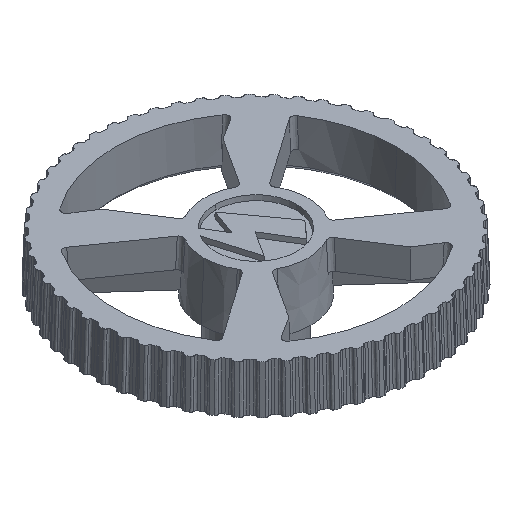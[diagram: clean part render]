
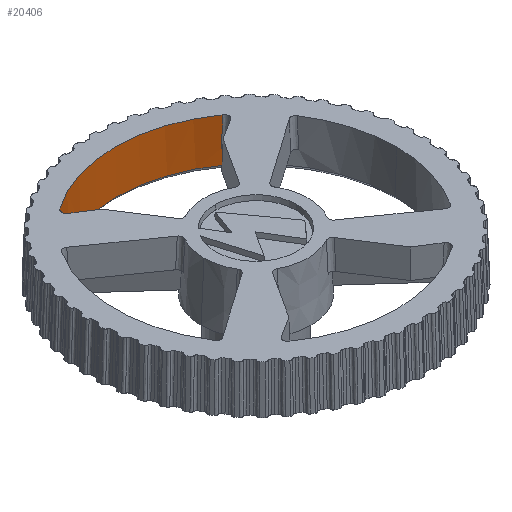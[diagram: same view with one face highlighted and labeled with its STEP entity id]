
A CAD part, isometric view. The second image highlights one B-rep face of the part: STEP entity #20406.
In plain terms, the highlighted conical face has half-angle 2 degrees and reference radius 14.7 mm.
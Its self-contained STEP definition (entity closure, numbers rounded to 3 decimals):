
#156 = ORIENTED_EDGE ( 'NONE', *, *, #17804, .T. ) ;
#1123 = CARTESIAN_POINT ( 'NONE',  ( 0., 0., 0.5 ) ) ;
#1806 = CARTESIAN_POINT ( 'NONE',  ( 0., 0., 0. ) ) ;
#2878 = DIRECTION ( 'NONE',  ( 0., 0., -1. ) ) ;
#3000 = DIRECTION ( 'NONE',  ( 1., 0., 0. ) ) ;
#3459 = EDGE_CURVE ( 'NONE', #10034, #17590, #12296, .T. ) ;
#3485 = EDGE_CURVE ( 'NONE', #14910, #16366, #15618, .T. ) ;
#3618 = CARTESIAN_POINT ( 'NONE',  ( -10.471, 10.367, 0.999 ) ) ;
#3774 = ORIENTED_EDGE ( 'NONE', *, *, #15491, .T. ) ;
#3823 = DIRECTION ( 'NONE',  ( 1., 0., 0. ) ) ;
#3847 = CARTESIAN_POINT ( 'NONE',  ( -10.477, 10.337, 0.5 ) ) ;
#4356 = CARTESIAN_POINT ( 'NONE',  ( 8.504, 12.12, 3.024 ) ) ;
#4359 = CARTESIAN_POINT ( 'NONE',  ( 10.46, 10.428, 2. ) ) ;
#4610 = CARTESIAN_POINT ( 'NONE',  ( -10.46, 10.428, 2. ) ) ;
#4699 = CIRCLE ( 'NONE', #7643, 14.77 ) ;
#5007 = B_SPLINE_CURVE_WITH_KNOTS ( 'NONE', 3,
 ( #6111, #20181, #4356, #18446, #9689, #16735, #15005 ),
 .UNSPECIFIED., .F., .F.,
 ( 4, 3, 4 ),
 ( 0., 0.002, 0.003 ),
 .UNSPECIFIED. ) ;
#5362 = CARTESIAN_POINT ( 'NONE',  ( 10.477, 10.337, 0.5 ) ) ;
#5993 = DIRECTION ( 'NONE',  ( 0., 0., 1. ) ) ;
#6111 = CARTESIAN_POINT ( 'NONE',  ( 8.438, 12.122, 2. ) ) ;
#6461 = EDGE_CURVE ( 'NONE', #22461, #18871, #5007, .T. ) ;
#6494 = CARTESIAN_POINT ( 'NONE',  ( -8.63, 12.115, 5. ) ) ;
#6619 = DIRECTION ( 'NONE',  ( 1., 0., 0. ) ) ;
#6658 = AXIS2_PLACEMENT_3D ( 'NONE', #12631, #10676, #3823 ) ;
#6889 = CARTESIAN_POINT ( 'NONE',  ( -8.438, 12.122, 2. ) ) ;
#7233 = CARTESIAN_POINT ( 'NONE',  ( -10.466, 10.397, 1.499 ) ) ;
#7643 = AXIS2_PLACEMENT_3D ( 'NONE', #9554, #5993, #21666 ) ;
#7844 = AXIS2_PLACEMENT_3D ( 'NONE', #22063, #18493, #3000 ) ;
#7951 = B_SPLINE_CURVE_WITH_KNOTS ( 'NONE', 3,
 ( #6494, #11793, #20922, #17348, #20692, #22641, #20809 ),
 .UNSPECIFIED., .F., .F.,
 ( 4, 3, 4 ),
 ( 0., 0.001, 0.003 ),
 .UNSPECIFIED. ) ;
#8227 = ORIENTED_EDGE ( 'NONE', *, *, #17241, .T. ) ;
#8307 = EDGE_CURVE ( 'NONE', #18871, #11687, #16586, .T. ) ;
#9554 = CARTESIAN_POINT ( 'NONE',  ( 0., 0., 2. ) ) ;
#9689 = CARTESIAN_POINT ( 'NONE',  ( 8.568, 12.117, 4.024 ) ) ;
#10034 = VERTEX_POINT ( 'NONE', #6889 ) ;
#10247 = CONICAL_SURFACE ( 'NONE', #13189, 14.7, 0.035 ) ;
#10266 = CARTESIAN_POINT ( 'NONE',  ( -8.63, 12.115, 5. ) ) ;
#10363 = ORIENTED_EDGE ( 'NONE', *, *, #3459, .T. ) ;
#10676 = DIRECTION ( 'NONE',  ( 0., 0., 1. ) ) ;
#11014 = EDGE_CURVE ( 'NONE', #14910, #17590, #13484, .T. ) ;
#11158 = AXIS2_PLACEMENT_3D ( 'NONE', #1123, #2878, #6619 ) ;
#11417 = CARTESIAN_POINT ( 'NONE',  ( 10.471, 10.367, 0.999 ) ) ;
#11687 = VERTEX_POINT ( 'NONE', #10266 ) ;
#11768 = EDGE_LOOP ( 'NONE', ( #15277, #8227, #10363, #22109, #19301, #3774, #156, #20604 ) ) ;
#11793 = CARTESIAN_POINT ( 'NONE',  ( -8.609, 12.116, 4.667 ) ) ;
#12027 = FACE_OUTER_BOUND ( 'NONE', #11768, .T. ) ;
#12296 = CIRCLE ( 'NONE', #7844, 14.77 ) ;
#12307 = CARTESIAN_POINT ( 'NONE',  ( 8.63, 12.115, 5. ) ) ;
#12420 = CARTESIAN_POINT ( 'NONE',  ( 8.438, 12.122, 2. ) ) ;
#12631 = CARTESIAN_POINT ( 'NONE',  ( 0., 0., 5. ) ) ;
#13189 = AXIS2_PLACEMENT_3D ( 'NONE', #1806, #13791, #22522 ) ;
#13285 = CARTESIAN_POINT ( 'NONE',  ( 10.477, 10.337, 0.5 ) ) ;
#13484 =( BOUNDED_CURVE ( )  B_SPLINE_CURVE ( 3, ( #3847, #3618, #7233, #19576 ),
 .UNSPECIFIED., .F., .T. ) 
 B_SPLINE_CURVE_WITH_KNOTS ( ( 4, 4 ),
 ( 4.018, 4.022 ),
 .UNSPECIFIED. ) 
 CURVE ( )  GEOMETRIC_REPRESENTATION_ITEM ( )  RATIONAL_B_SPLINE_CURVE ( ( 1., 1., 1., 1. ) ) 
 REPRESENTATION_ITEM ( '' )  );
#13791 = DIRECTION ( 'NONE',  ( 0., 0., 1. ) ) ;
#14262 = CARTESIAN_POINT ( 'NONE',  ( 10.46, 10.428, 2. ) ) ;
#14910 = VERTEX_POINT ( 'NONE', #17056 ) ;
#15005 = CARTESIAN_POINT ( 'NONE',  ( 8.63, 12.115, 5. ) ) ;
#15277 = ORIENTED_EDGE ( 'NONE', *, *, #8307, .T. ) ;
#15491 = EDGE_CURVE ( 'NONE', #16366, #17135, #22628, .T. ) ;
#15618 = CIRCLE ( 'NONE', #11158, 14.717 ) ;
#16366 = VERTEX_POINT ( 'NONE', #5362 ) ;
#16586 = CIRCLE ( 'NONE', #6658, 14.875 ) ;
#16735 = CARTESIAN_POINT ( 'NONE',  ( 8.599, 12.116, 4.512 ) ) ;
#17056 = CARTESIAN_POINT ( 'NONE',  ( -10.477, 10.337, 0.5 ) ) ;
#17135 = VERTEX_POINT ( 'NONE', #14262 ) ;
#17241 = EDGE_CURVE ( 'NONE', #11687, #10034, #7951, .T. ) ;
#17348 = CARTESIAN_POINT ( 'NONE',  ( -8.566, 12.118, 4.002 ) ) ;
#17590 = VERTEX_POINT ( 'NONE', #4610 ) ;
#17804 = EDGE_CURVE ( 'NONE', #17135, #22461, #4699, .T. ) ;
#18446 = CARTESIAN_POINT ( 'NONE',  ( 8.537, 12.119, 3.536 ) ) ;
#18493 = DIRECTION ( 'NONE',  ( 0., 0., 1. ) ) ;
#18871 = VERTEX_POINT ( 'NONE', #12307 ) ;
#19301 = ORIENTED_EDGE ( 'NONE', *, *, #3485, .T. ) ;
#19576 = CARTESIAN_POINT ( 'NONE',  ( -10.46, 10.428, 2. ) ) ;
#20181 = CARTESIAN_POINT ( 'NONE',  ( 8.471, 12.121, 2.512 ) ) ;
#20406 = ADVANCED_FACE ( 'NONE', ( #12027 ), #10247, .F. ) ;
#20604 = ORIENTED_EDGE ( 'NONE', *, *, #6461, .T. ) ;
#20692 = CARTESIAN_POINT ( 'NONE',  ( -8.524, 12.119, 3.335 ) ) ;
#20809 = CARTESIAN_POINT ( 'NONE',  ( -8.438, 12.122, 2. ) ) ;
#20922 = CARTESIAN_POINT ( 'NONE',  ( -8.588, 12.117, 4.335 ) ) ;
#21666 = DIRECTION ( 'NONE',  ( 1., 0., 0. ) ) ;
#21914 = CARTESIAN_POINT ( 'NONE',  ( 10.466, 10.397, 1.499 ) ) ;
#22063 = CARTESIAN_POINT ( 'NONE',  ( 0., 0., 2. ) ) ;
#22109 = ORIENTED_EDGE ( 'NONE', *, *, #11014, .F. ) ;
#22461 = VERTEX_POINT ( 'NONE', #12420 ) ;
#22522 = DIRECTION ( 'NONE',  ( 1., 0., 0. ) ) ;
#22628 =( BOUNDED_CURVE ( )  B_SPLINE_CURVE ( 3, ( #13285, #11417, #21914, #4359 ),
 .UNSPECIFIED., .F., .F. ) 
 B_SPLINE_CURVE_WITH_KNOTS ( ( 4, 4 ),
 ( 4.018, 4.022 ),
 .UNSPECIFIED. ) 
 CURVE ( )  GEOMETRIC_REPRESENTATION_ITEM ( )  RATIONAL_B_SPLINE_CURVE ( ( 1., 1., 1., 1. ) ) 
 REPRESENTATION_ITEM ( '' )  );
#22641 = CARTESIAN_POINT ( 'NONE',  ( -8.481, 12.121, 2.667 ) ) ;
